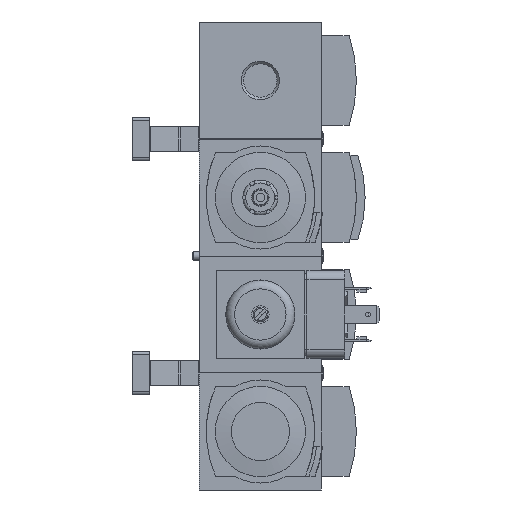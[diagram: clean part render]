
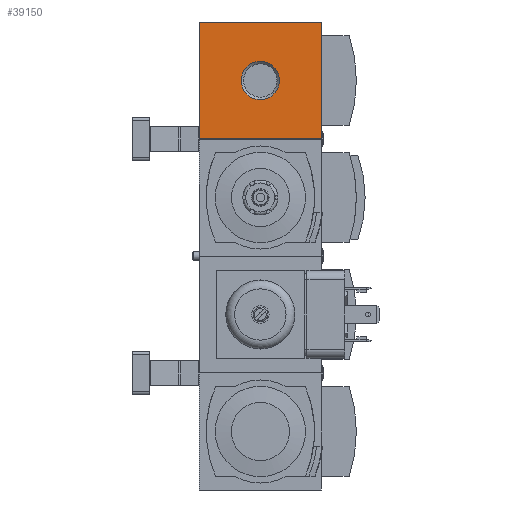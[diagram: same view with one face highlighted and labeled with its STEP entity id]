
A CAD part, front view. The second image highlights one B-rep face of the part: STEP entity #39150.
In plain terms, the highlighted planar face has unit normal (0, -1, 0).
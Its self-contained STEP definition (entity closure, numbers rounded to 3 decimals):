
#394=PLANE('',#40990);
#1569=LINE('',#52377,#4901);
#1675=LINE('',#52599,#5007);
#1690=LINE('',#52637,#5022);
#1760=LINE('',#52885,#5092);
#4901=VECTOR('',#43578,1000.);
#5007=VECTOR('',#43750,1000.);
#5022=VECTOR('',#43779,1000.);
#5092=VECTOR('',#43979,1000.);
#8991=ORIENTED_EDGE('',*,*,#17878,.F.);
#8992=ORIENTED_EDGE('',*,*,#17480,.F.);
#8993=ORIENTED_EDGE('',*,*,#17594,.F.);
#8994=ORIENTED_EDGE('',*,*,#17735,.F.);
#8995=ORIENTED_EDGE('',*,*,#17614,.F.);
#17480=EDGE_CURVE('',#21996,#21997,#1569,.T.);
#17594=EDGE_CURVE('',#22079,#21996,#1675,.T.);
#17614=EDGE_CURVE('',#21997,#22096,#1690,.T.);
#17735=EDGE_CURVE('',#22096,#22079,#1760,.T.);
#17878=EDGE_CURVE('',#22323,#22323,#25068,.T.);
#21996=VERTEX_POINT('',#52376);
#21997=VERTEX_POINT('',#52378);
#22079=VERTEX_POINT('',#52598);
#22096=VERTEX_POINT('',#52638);
#22323=VERTEX_POINT('',#53169);
#25068=CIRCLE('',#40991,6.579);
#25950=EDGE_LOOP('',(#8991));
#25951=EDGE_LOOP('',(#8992,#8993,#8994,#8995));
#27894=FACE_BOUND('',#25950,.T.);
#27895=FACE_BOUND('',#25951,.T.);
#39150=ADVANCED_FACE('',(#27894,#27895),#394,.F.);
#40990=AXIS2_PLACEMENT_3D('',#53167,#44210,#44211);
#40991=AXIS2_PLACEMENT_3D('',#53168,#44212,#44213);
#43578=DIRECTION('',(0.,0.,1.));
#43750=DIRECTION('',(-1.,0.,0.));
#43779=DIRECTION('',(1.,0.,0.));
#43979=DIRECTION('',(0.,0.,-1.));
#44210=DIRECTION('',(0.,1.,0.));
#44211=DIRECTION('',(0.,0.,1.));
#44212=DIRECTION('',(0.,-1.,0.));
#44213=DIRECTION('',(0.,0.,-1.));
#52376=CARTESIAN_POINT('',(-21.,-31.5,-20.1));
#52377=CARTESIAN_POINT('',(-21.,-31.5,-20.1));
#52378=CARTESIAN_POINT('',(-21.,-31.5,20.1));
#52598=CARTESIAN_POINT('',(21.,-31.5,-20.1));
#52599=CARTESIAN_POINT('',(21.,-31.5,-20.1));
#52637=CARTESIAN_POINT('',(-21.,-31.5,20.1));
#52638=CARTESIAN_POINT('',(21.,-31.5,20.1));
#52885=CARTESIAN_POINT('',(21.,-31.5,20.1));
#53167=CARTESIAN_POINT('',(0.,-31.5,0.));
#53168=CARTESIAN_POINT('',(0.,-31.5,0.));
#53169=CARTESIAN_POINT('',(0.,-31.5,-6.579));
